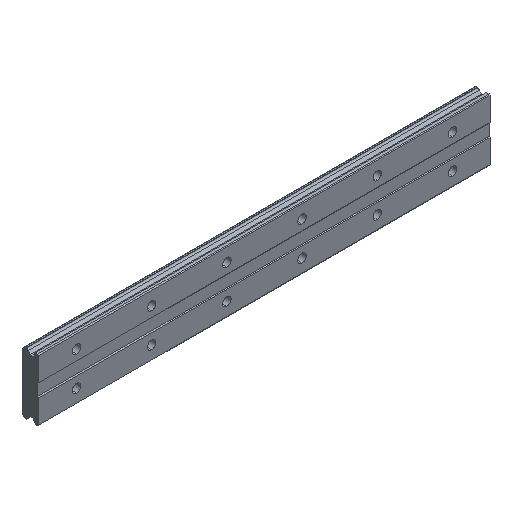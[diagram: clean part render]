
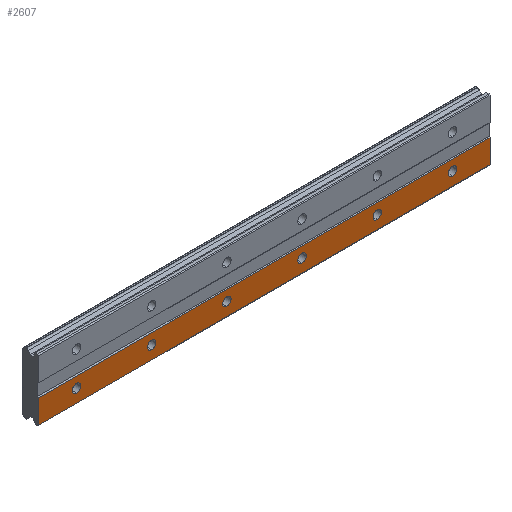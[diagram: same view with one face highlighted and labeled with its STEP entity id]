
A CAD part, isometric view. The second image highlights one B-rep face of the part: STEP entity #2607.
In plain terms, the highlighted planar face has unit normal (0, -1, 0).
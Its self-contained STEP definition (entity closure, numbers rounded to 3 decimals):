
#6 = DIRECTION ( 'NONE',  ( 0., -1., 0. ) ) ;
#7 = VERTEX_POINT ( 'NONE', #956 ) ;
#15 = CARTESIAN_POINT ( 'NONE',  ( 220., 0., -3.5 ) ) ;
#17 = VERTEX_POINT ( 'NONE', #1441 ) ;
#86 = CIRCLE ( 'NONE', #1778, 2.25 ) ;
#136 = EDGE_CURVE ( 'NONE', #1542, #1464, #2987, .T. ) ;
#142 = DIRECTION ( 'NONE',  ( 0., 0., 1. ) ) ;
#171 = DIRECTION ( 'NONE',  ( 0., -1., 0. ) ) ;
#192 = DIRECTION ( 'NONE',  ( 0., 0., 1. ) ) ;
#199 = CARTESIAN_POINT ( 'NONE',  ( 40., 0., -6.75 ) ) ;
#203 = DIRECTION ( 'NONE',  ( 0., -1., 0. ) ) ;
#225 = DIRECTION ( 'NONE',  ( 0., -1., 0. ) ) ;
#250 = ORIENTED_EDGE ( 'NONE', *, *, #2450, .F. ) ;
#263 = EDGE_LOOP ( 'NONE', ( #816, #2877 ) ) ;
#301 = EDGE_CURVE ( 'NONE', #17, #1542, #2911, .T. ) ;
#316 = DIRECTION ( 'NONE',  ( -1., 0., 0. ) ) ;
#333 = CIRCLE ( 'NONE', #1697, 2.25 ) ;
#344 = EDGE_CURVE ( 'NONE', #425, #1614, #2797, .T. ) ;
#384 = DIRECTION ( 'NONE',  ( 0., -1., 0. ) ) ;
#389 = CARTESIAN_POINT ( 'NONE',  ( 220., 0., -3.5 ) ) ;
#403 = CARTESIAN_POINT ( 'NONE',  ( 160., 0., -9. ) ) ;
#410 = CARTESIAN_POINT ( 'NONE',  ( 0., 0., -9. ) ) ;
#425 = VERTEX_POINT ( 'NONE', #2792 ) ;
#431 = ORIENTED_EDGE ( 'NONE', *, *, #1477, .F. ) ;
#436 = DIRECTION ( 'NONE',  ( 0., 0., 1. ) ) ;
#450 = VERTEX_POINT ( 'NONE', #687 ) ;
#460 = EDGE_LOOP ( 'NONE', ( #1691, #1851 ) ) ;
#539 = CARTESIAN_POINT ( 'NONE',  ( 120., 0., -9. ) ) ;
#548 = CARTESIAN_POINT ( 'NONE',  ( 160., 0., -9. ) ) ;
#563 = DIRECTION ( 'NONE',  ( 0., 0., 1. ) ) ;
#589 = CIRCLE ( 'NONE', #2238, 2.25 ) ;
#592 = DIRECTION ( 'NONE',  ( 0., -1., 0. ) ) ;
#594 = DIRECTION ( 'NONE',  ( 0., -1., 0. ) ) ;
#607 = ORIENTED_EDGE ( 'NONE', *, *, #344, .F. ) ;
#610 = EDGE_LOOP ( 'NONE', ( #1483, #1960 ) ) ;
#626 = DIRECTION ( 'NONE',  ( 0., 0., 1. ) ) ;
#658 = CARTESIAN_POINT ( 'NONE',  ( 80., 0., -9. ) ) ;
#659 = ORIENTED_EDGE ( 'NONE', *, *, #301, .F. ) ;
#687 = CARTESIAN_POINT ( 'NONE',  ( 0., 0., -11.25 ) ) ;
#703 = EDGE_LOOP ( 'NONE', ( #1664, #431 ) ) ;
#705 = CARTESIAN_POINT ( 'NONE',  ( 200., 0., -11.25 ) ) ;
#712 = CIRCLE ( 'NONE', #1382, 2.25 ) ;
#746 = VERTEX_POINT ( 'NONE', #1318 ) ;
#750 = ORIENTED_EDGE ( 'NONE', *, *, #1959, .F. ) ;
#816 = ORIENTED_EDGE ( 'NONE', *, *, #2601, .F. ) ;
#862 = AXIS2_PLACEMENT_3D ( 'NONE', #539, #225, #436 ) ;
#894 = FACE_BOUND ( 'NONE', #895, .T. ) ;
#895 = EDGE_LOOP ( 'NONE', ( #250, #607 ) ) ;
#908 = DIRECTION ( 'NONE',  ( 0., 0., 1. ) ) ;
#910 = AXIS2_PLACEMENT_3D ( 'NONE', #1743, #2686, #142 ) ;
#911 = DIRECTION ( 'NONE',  ( 0., -1., 0. ) ) ;
#917 = CARTESIAN_POINT ( 'NONE',  ( 80., 0., -11.25 ) ) ;
#921 = EDGE_CURVE ( 'NONE', #1464, #2032, #2357, .T. ) ;
#956 = CARTESIAN_POINT ( 'NONE',  ( 160., 0., -11.25 ) ) ;
#1010 = AXIS2_PLACEMENT_3D ( 'NONE', #2019, #592, #2697 ) ;
#1012 = DIRECTION ( 'NONE',  ( 0., -1., 0. ) ) ;
#1084 = VERTEX_POINT ( 'NONE', #1482 ) ;
#1085 = FACE_OUTER_BOUND ( 'NONE', #1471, .T. ) ;
#1100 = AXIS2_PLACEMENT_3D ( 'NONE', #2285, #911, #192 ) ;
#1111 = FACE_BOUND ( 'NONE', #703, .T. ) ;
#1126 = FACE_BOUND ( 'NONE', #1598, .T. ) ;
#1133 = CARTESIAN_POINT ( 'NONE',  ( 80., 0., -6.75 ) ) ;
#1163 = CARTESIAN_POINT ( 'NONE',  ( -20., 0., -16. ) ) ;
#1167 = CARTESIAN_POINT ( 'NONE',  ( 200., 0., -6.75 ) ) ;
#1196 = CARTESIAN_POINT ( 'NONE',  ( 220., 0., -3.5 ) ) ;
#1228 = CARTESIAN_POINT ( 'NONE',  ( 80., 0., -9. ) ) ;
#1257 = DIRECTION ( 'NONE',  ( 0., 0., 1. ) ) ;
#1289 = CARTESIAN_POINT ( 'NONE',  ( 120., 0., -9. ) ) ;
#1291 = DIRECTION ( 'NONE',  ( 0., 0., 1. ) ) ;
#1318 = CARTESIAN_POINT ( 'NONE',  ( 0., 0., -6.75 ) ) ;
#1321 = DIRECTION ( 'NONE',  ( 0., 0., 1. ) ) ;
#1370 = FACE_BOUND ( 'NONE', #460, .T. ) ;
#1382 = AXIS2_PLACEMENT_3D ( 'NONE', #548, #1468, #563 ) ;
#1392 = CIRCLE ( 'NONE', #862, 2.25 ) ;
#1441 = CARTESIAN_POINT ( 'NONE',  ( 220., 0., -16. ) ) ;
#1444 = AXIS2_PLACEMENT_3D ( 'NONE', #403, #203, #626 ) ;
#1464 = VERTEX_POINT ( 'NONE', #2432 ) ;
#1468 = DIRECTION ( 'NONE',  ( 0., -1., 0. ) ) ;
#1471 = EDGE_LOOP ( 'NONE', ( #659, #2575, #2624, #2941 ) ) ;
#1477 = EDGE_CURVE ( 'NONE', #450, #746, #589, .T. ) ;
#1482 = CARTESIAN_POINT ( 'NONE',  ( 160., 0., -6.75 ) ) ;
#1483 = ORIENTED_EDGE ( 'NONE', *, *, #1848, .F. ) ;
#1485 = VERTEX_POINT ( 'NONE', #2235 ) ;
#1492 = CIRCLE ( 'NONE', #1873, 2.25 ) ;
#1521 = VECTOR ( 'NONE', #316, 1000. ) ;
#1541 = CIRCLE ( 'NONE', #1735, 2.25 ) ;
#1542 = VERTEX_POINT ( 'NONE', #1163 ) ;
#1560 = DIRECTION ( 'NONE',  ( 0., -1., 0. ) ) ;
#1563 = DIRECTION ( 'NONE',  ( 0., 1., 0. ) ) ;
#1574 = VERTEX_POINT ( 'NONE', #705 ) ;
#1598 = EDGE_LOOP ( 'NONE', ( #750, #2413 ) ) ;
#1599 = EDGE_CURVE ( 'NONE', #746, #450, #1492, .T. ) ;
#1607 = VERTEX_POINT ( 'NONE', #1133 ) ;
#1614 = VERTEX_POINT ( 'NONE', #2594 ) ;
#1655 = VERTEX_POINT ( 'NONE', #199 ) ;
#1664 = ORIENTED_EDGE ( 'NONE', *, *, #1599, .F. ) ;
#1691 = ORIENTED_EDGE ( 'NONE', *, *, #2184, .F. ) ;
#1697 = AXIS2_PLACEMENT_3D ( 'NONE', #658, #1560, #1809 ) ;
#1735 = AXIS2_PLACEMENT_3D ( 'NONE', #1228, #1012, #2165 ) ;
#1743 = CARTESIAN_POINT ( 'NONE',  ( 200., 0., -9. ) ) ;
#1763 = EDGE_CURVE ( 'NONE', #7, #1084, #712, .T. ) ;
#1778 = AXIS2_PLACEMENT_3D ( 'NONE', #2482, #384, #1257 ) ;
#1803 = VECTOR ( 'NONE', #2314, 1000. ) ;
#1809 = DIRECTION ( 'NONE',  ( 0., 0., 1. ) ) ;
#1824 = CIRCLE ( 'NONE', #910, 2.25 ) ;
#1848 = EDGE_CURVE ( 'NONE', #1655, #1485, #2767, .T. ) ;
#1851 = ORIENTED_EDGE ( 'NONE', *, *, #2956, .F. ) ;
#1856 = EDGE_CURVE ( 'NONE', #1485, #1655, #86, .T. ) ;
#1858 = CARTESIAN_POINT ( 'NONE',  ( -20., 0., -3.5 ) ) ;
#1873 = AXIS2_PLACEMENT_3D ( 'NONE', #2997, #6, #2310 ) ;
#1959 = EDGE_CURVE ( 'NONE', #2731, #1574, #1824, .T. ) ;
#1960 = ORIENTED_EDGE ( 'NONE', *, *, #1856, .F. ) ;
#2019 = CARTESIAN_POINT ( 'NONE',  ( 40., 0., -9. ) ) ;
#2032 = VERTEX_POINT ( 'NONE', #15 ) ;
#2165 = DIRECTION ( 'NONE',  ( 0., 0., 1. ) ) ;
#2184 = EDGE_CURVE ( 'NONE', #1607, #2556, #1541, .T. ) ;
#2235 = CARTESIAN_POINT ( 'NONE',  ( 40., 0., -11.25 ) ) ;
#2238 = AXIS2_PLACEMENT_3D ( 'NONE', #410, #171, #1291 ) ;
#2246 = AXIS2_PLACEMENT_3D ( 'NONE', #1289, #594, #1321 ) ;
#2271 = AXIS2_PLACEMENT_3D ( 'NONE', #389, #1563, #908 ) ;
#2285 = CARTESIAN_POINT ( 'NONE',  ( 200., 0., -9. ) ) ;
#2310 = DIRECTION ( 'NONE',  ( 0., 0., 1. ) ) ;
#2314 = DIRECTION ( 'NONE',  ( 0., 0., 1. ) ) ;
#2339 = EDGE_CURVE ( 'NONE', #1574, #2731, #2886, .T. ) ;
#2357 = LINE ( 'NONE', #1196, #2806 ) ;
#2413 = ORIENTED_EDGE ( 'NONE', *, *, #2339, .F. ) ;
#2417 = LINE ( 'NONE', #2781, #2578 ) ;
#2427 = CARTESIAN_POINT ( 'NONE',  ( 220., 0., -16. ) ) ;
#2432 = CARTESIAN_POINT ( 'NONE',  ( -20., 0., -3.5 ) ) ;
#2450 = EDGE_CURVE ( 'NONE', #1614, #425, #1392, .T. ) ;
#2482 = CARTESIAN_POINT ( 'NONE',  ( 40., 0., -9. ) ) ;
#2490 = PLANE ( 'NONE',  #2271 ) ;
#2528 = CIRCLE ( 'NONE', #1444, 2.25 ) ;
#2556 = VERTEX_POINT ( 'NONE', #917 ) ;
#2562 = EDGE_CURVE ( 'NONE', #2032, #17, #2417, .T. ) ;
#2575 = ORIENTED_EDGE ( 'NONE', *, *, #2562, .F. ) ;
#2578 = VECTOR ( 'NONE', #2668, 1000. ) ;
#2594 = CARTESIAN_POINT ( 'NONE',  ( 120., 0., -6.75 ) ) ;
#2601 = EDGE_CURVE ( 'NONE', #1084, #7, #2528, .T. ) ;
#2604 = DIRECTION ( 'NONE',  ( 1., 0., 0. ) ) ;
#2607 = ADVANCED_FACE ( 'NONE', ( #1085, #1111, #1126, #2751, #894, #1370, #2968 ), #2490, .F. ) ;
#2624 = ORIENTED_EDGE ( 'NONE', *, *, #921, .F. ) ;
#2668 = DIRECTION ( 'NONE',  ( 0., 0., -1. ) ) ;
#2686 = DIRECTION ( 'NONE',  ( 0., -1., 0. ) ) ;
#2697 = DIRECTION ( 'NONE',  ( 0., 0., 1. ) ) ;
#2731 = VERTEX_POINT ( 'NONE', #1167 ) ;
#2751 = FACE_BOUND ( 'NONE', #263, .T. ) ;
#2767 = CIRCLE ( 'NONE', #1010, 2.25 ) ;
#2781 = CARTESIAN_POINT ( 'NONE',  ( 220., 0., -3.5 ) ) ;
#2792 = CARTESIAN_POINT ( 'NONE',  ( 120., 0., -11.25 ) ) ;
#2797 = CIRCLE ( 'NONE', #2246, 2.25 ) ;
#2806 = VECTOR ( 'NONE', #2604, 1000. ) ;
#2877 = ORIENTED_EDGE ( 'NONE', *, *, #1763, .F. ) ;
#2886 = CIRCLE ( 'NONE', #1100, 2.25 ) ;
#2911 = LINE ( 'NONE', #2427, #1521 ) ;
#2941 = ORIENTED_EDGE ( 'NONE', *, *, #136, .F. ) ;
#2956 = EDGE_CURVE ( 'NONE', #2556, #1607, #333, .T. ) ;
#2968 = FACE_BOUND ( 'NONE', #610, .T. ) ;
#2987 = LINE ( 'NONE', #1858, #1803 ) ;
#2997 = CARTESIAN_POINT ( 'NONE',  ( 0., 0., -9. ) ) ;
